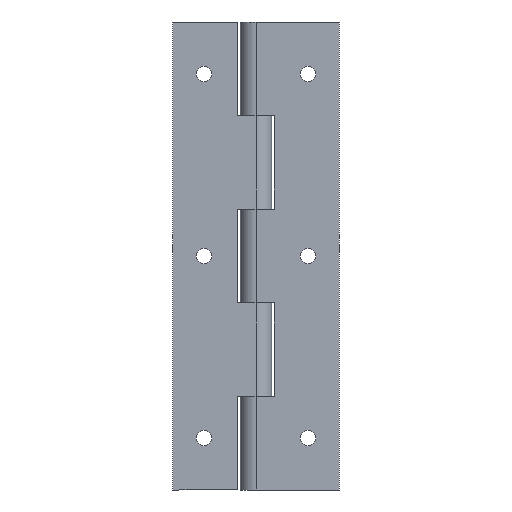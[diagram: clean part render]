
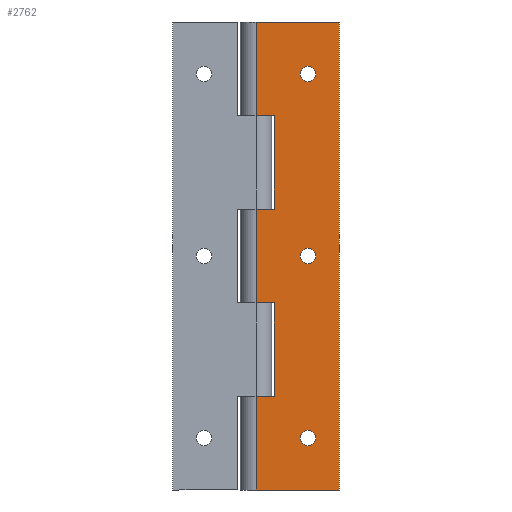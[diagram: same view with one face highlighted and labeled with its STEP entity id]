
A CAD part, front view. The second image highlights one B-rep face of the part: STEP entity #2762.
In plain terms, the highlighted planar face has unit normal (0, -1, 0).
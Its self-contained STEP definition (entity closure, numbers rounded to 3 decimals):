
#95 = CARTESIAN_POINT ( 'NONE',  ( 3.5, -3., 9.01 ) ) ;
#96 = CARTESIAN_POINT ( 'NONE',  ( 3.5, -3., 27.03 ) ) ;
#97 = DIRECTION ( 'NONE',  ( -1., 0., 0. ) ) ;
#98 = VECTOR ( 'NONE', #97, 1000. ) ;
#99 = CARTESIAN_POINT ( 'NONE',  ( 0., -3., 9.01 ) ) ;
#100 = LINE ( 'NONE', #99, #98 ) ;
#101 = DIRECTION ( 'NONE',  ( -1., 0., 0. ) ) ;
#102 = VECTOR ( 'NONE', #101, 1000. ) ;
#103 = CARTESIAN_POINT ( 'NONE',  ( 0., -3., -27.03 ) ) ;
#104 = LINE ( 'NONE', #103, #102 ) ;
#105 = DIRECTION ( 'NONE',  ( 1., 0., 0. ) ) ;
#106 = VECTOR ( 'NONE', #105, 1000. ) ;
#107 = CARTESIAN_POINT ( 'NONE',  ( 0., -3., -9.01 ) ) ;
#108 = LINE ( 'NONE', #107, #106 ) ;
#109 = CARTESIAN_POINT ( 'NONE',  ( 3.5, -3., -9.01 ) ) ;
#110 = DIRECTION ( 'NONE',  ( 0., 0., -1. ) ) ;
#111 = VECTOR ( 'NONE', #110, 1000. ) ;
#112 = CARTESIAN_POINT ( 'NONE',  ( 3.5, -3., 45. ) ) ;
#113 = LINE ( 'NONE', #112, #111 ) ;
#114 = CARTESIAN_POINT ( 'NONE',  ( 3.5, -3., -27.03 ) ) ;
#145 = DIRECTION ( 'NONE',  ( 0., 0., -1. ) ) ;
#146 = VECTOR ( 'NONE', #145, 1000. ) ;
#147 = CARTESIAN_POINT ( 'NONE',  ( 16., -3., 45. ) ) ;
#148 = LINE ( 'NONE', #147, #146 ) ;
#149 = DIRECTION ( 'NONE',  ( 1., 0., 0. ) ) ;
#150 = VECTOR ( 'NONE', #149, 1000. ) ;
#151 = CARTESIAN_POINT ( 'NONE',  ( 0., -3., 27.03 ) ) ;
#152 = LINE ( 'NONE', #151, #150 ) ;
#200 = CARTESIAN_POINT ( 'NONE',  ( 10., -3., -33.5 ) ) ;
#352 = CARTESIAN_POINT ( 'NONE',  ( 16., -3., 45. ) ) ;
#357 = DIRECTION ( 'NONE',  ( 0., 0., 1. ) ) ;
#358 = DIRECTION ( 'NONE',  ( 0., 1., 0. ) ) ;
#359 = CARTESIAN_POINT ( 'NONE',  ( 10., -3., -35. ) ) ;
#360 = AXIS2_PLACEMENT_3D ( 'NONE', #359, #358, #357 ) ;
#361 = CIRCLE ( 'NONE', #360, 1.5 ) ;
#367 = CARTESIAN_POINT ( 'NONE',  ( 10., -3., -36.5 ) ) ;
#400 = DIRECTION ( 'NONE',  ( 1., 0., 0. ) ) ;
#401 = VECTOR ( 'NONE', #400, 1000. ) ;
#402 = CARTESIAN_POINT ( 'NONE',  ( 0., -3., 45. ) ) ;
#403 = LINE ( 'NONE', #402, #401 ) ;
#426 = CARTESIAN_POINT ( 'NONE',  ( 0., -3., 9.01 ) ) ;
#454 = CARTESIAN_POINT ( 'NONE',  ( 0., -3., -9.01 ) ) ;
#460 = DIRECTION ( 'NONE',  ( 0., 0., -1. ) ) ;
#461 = VECTOR ( 'NONE', #460, 1000. ) ;
#462 = CARTESIAN_POINT ( 'NONE',  ( 0., -3., 45. ) ) ;
#467 = LINE ( 'NONE', #462, #461 ) ;
#486 = DIRECTION ( 'NONE',  ( -1., 0., 0. ) ) ;
#487 = DIRECTION ( 'NONE',  ( 0., 1., 0. ) ) ;
#488 = CARTESIAN_POINT ( 'NONE',  ( 0., -3., 45. ) ) ;
#489 = AXIS2_PLACEMENT_3D ( 'NONE', #488, #487, #486 ) ;
#490 = PLANE ( 'NONE',  #489 ) ;
#491 = FACE_OUTER_BOUND ( 'NONE', #2776, .T. ) ;
#492 = FACE_BOUND ( 'NONE', #2769, .T. ) ;
#493 = FACE_BOUND ( 'NONE', #2792, .T. ) ;
#494 = FACE_BOUND ( 'NONE', #2761, .T. ) ;
#509 = CARTESIAN_POINT ( 'NONE',  ( 10., -3., 0. ) ) ;
#512 = DIRECTION ( 'NONE',  ( 0., 0., 1. ) ) ;
#513 = DIRECTION ( 'NONE',  ( 0., 1., 0. ) ) ;
#514 = CARTESIAN_POINT ( 'NONE',  ( 10., -3., 35. ) ) ;
#515 = AXIS2_PLACEMENT_3D ( 'NONE', #514, #513, #512 ) ;
#516 = CIRCLE ( 'NONE', #515, 1.5 ) ;
#531 = DIRECTION ( 'NONE',  ( 0., 0., -1. ) ) ;
#532 = VECTOR ( 'NONE', #531, 1000. ) ;
#533 = CARTESIAN_POINT ( 'NONE',  ( 3.5, -3., 45. ) ) ;
#534 = LINE ( 'NONE', #533, #532 ) ;
#556 = DIRECTION ( 'NONE',  ( 0., 0., 1. ) ) ;
#557 = DIRECTION ( 'NONE',  ( 0., 1., 0. ) ) ;
#558 = CARTESIAN_POINT ( 'NONE',  ( 10., -3., -35. ) ) ;
#559 = AXIS2_PLACEMENT_3D ( 'NONE', #558, #557, #556 ) ;
#560 = CIRCLE ( 'NONE', #559, 1.5 ) ;
#561 = DIRECTION ( 'NONE',  ( 0., 0., 1. ) ) ;
#562 = DIRECTION ( 'NONE',  ( 0., 1., 0. ) ) ;
#563 = AXIS2_PLACEMENT_3D ( 'NONE', #509, #562, #561 ) ;
#564 = CIRCLE ( 'NONE', #563, 1.5 ) ;
#1405 = VERTEX_POINT ( 'NONE', #2187 ) ;
#1435 = EDGE_CURVE ( 'NONE', #1446, #1405, #2253, .T. ) ;
#1446 = VERTEX_POINT ( 'NONE', #2291 ) ;
#1451 = EDGE_CURVE ( 'NONE', #1488, #1459, #2290, .T. ) ;
#1459 = VERTEX_POINT ( 'NONE', #2335 ) ;
#1482 = EDGE_CURVE ( 'NONE', #1501, #1488, #2356, .T. ) ;
#1488 = VERTEX_POINT ( 'NONE', #2402 ) ;
#1501 = VERTEX_POINT ( 'NONE', #2376 ) ;
#1540 = EDGE_CURVE ( 'NONE', #1541, #1542, #2450, .T. ) ;
#1541 = VERTEX_POINT ( 'NONE', #2446 ) ;
#1542 = VERTEX_POINT ( 'NONE', #2445 ) ;
#1550 = VERTEX_POINT ( 'NONE', #2493 ) ;
#1562 = VERTEX_POINT ( 'NONE', #2474 ) ;
#1570 = EDGE_CURVE ( 'NONE', #1550, #1562, #2524, .T. ) ;
#2187 = CARTESIAN_POINT ( 'NONE',  ( 0., -3., 27.03 ) ) ;
#2250 = DIRECTION ( 'NONE',  ( 0., 0., -1. ) ) ;
#2251 = VECTOR ( 'NONE', #2250, 1000. ) ;
#2252 = CARTESIAN_POINT ( 'NONE',  ( 0., -3., 45. ) ) ;
#2253 = LINE ( 'NONE', #2252, #2251 ) ;
#2282 = DIRECTION ( 'NONE',  ( 1., 0., 0. ) ) ;
#2283 = VECTOR ( 'NONE', #2282, 1000. ) ;
#2284 = CARTESIAN_POINT ( 'NONE',  ( 0., -3., -45. ) ) ;
#2290 = LINE ( 'NONE', #2284, #2283 ) ;
#2291 = CARTESIAN_POINT ( 'NONE',  ( 0., -3., 45. ) ) ;
#2335 = CARTESIAN_POINT ( 'NONE',  ( 16., -3., -45. ) ) ;
#2353 = DIRECTION ( 'NONE',  ( 0., 0., -1. ) ) ;
#2354 = VECTOR ( 'NONE', #2353, 1000. ) ;
#2355 = CARTESIAN_POINT ( 'NONE',  ( 0., -3., 45. ) ) ;
#2356 = LINE ( 'NONE', #2355, #2354 ) ;
#2376 = CARTESIAN_POINT ( 'NONE',  ( 0., -3., -27.03 ) ) ;
#2402 = CARTESIAN_POINT ( 'NONE',  ( 0., -3., -45. ) ) ;
#2445 = CARTESIAN_POINT ( 'NONE',  ( 10., -3., 36.5 ) ) ;
#2446 = CARTESIAN_POINT ( 'NONE',  ( 10., -3., 33.5 ) ) ;
#2447 = DIRECTION ( 'NONE',  ( 0., 0., 1. ) ) ;
#2448 = DIRECTION ( 'NONE',  ( 0., 1., 0. ) ) ;
#2449 = AXIS2_PLACEMENT_3D ( 'NONE', #2456, #2448, #2447 ) ;
#2450 = CIRCLE ( 'NONE', #2449, 1.5 ) ;
#2456 = CARTESIAN_POINT ( 'NONE',  ( 10., -3., 35. ) ) ;
#2474 = CARTESIAN_POINT ( 'NONE',  ( 10., -3., 1.5 ) ) ;
#2493 = CARTESIAN_POINT ( 'NONE',  ( 10., -3., -1.5 ) ) ;
#2516 = DIRECTION ( 'NONE',  ( 0., 0., 1. ) ) ;
#2517 = DIRECTION ( 'NONE',  ( 0., 1., 0. ) ) ;
#2518 = CARTESIAN_POINT ( 'NONE',  ( 10., -3., 0. ) ) ;
#2519 = AXIS2_PLACEMENT_3D ( 'NONE', #2518, #2517, #2516 ) ;
#2524 = CIRCLE ( 'NONE', #2519, 1.5 ) ;
#2534 = VERTEX_POINT ( 'NONE', #114 ) ;
#2535 = EDGE_CURVE ( 'NONE', #2537, #2534, #113, .T. ) ;
#2536 = ORIENTED_EDGE ( 'NONE', *, *, #2535, .T. ) ;
#2537 = VERTEX_POINT ( 'NONE', #109 ) ;
#2538 = ORIENTED_EDGE ( 'NONE', *, *, #1482, .T. ) ;
#2539 = ORIENTED_EDGE ( 'NONE', *, *, #2540, .T. ) ;
#2540 = EDGE_CURVE ( 'NONE', #2743, #2537, #108, .T. ) ;
#2541 = ORIENTED_EDGE ( 'NONE', *, *, #2739, .T. ) ;
#2542 = ORIENTED_EDGE ( 'NONE', *, *, #2543, .T. ) ;
#2543 = EDGE_CURVE ( 'NONE', #2534, #1501, #104, .T. ) ;
#2544 = EDGE_CURVE ( 'NONE', #2548, #2727, #100, .T. ) ;
#2545 = ORIENTED_EDGE ( 'NONE', *, *, #2544, .T. ) ;
#2547 = VERTEX_POINT ( 'NONE', #96 ) ;
#2548 = VERTEX_POINT ( 'NONE', #95 ) ;
#2552 = EDGE_CURVE ( 'NONE', #1405, #2547, #152, .T. ) ;
#2553 = ORIENTED_EDGE ( 'NONE', *, *, #2552, .T. ) ;
#2554 = ORIENTED_EDGE ( 'NONE', *, *, #1435, .T. ) ;
#2555 = ORIENTED_EDGE ( 'NONE', *, *, #2705, .F. ) ;
#2556 = EDGE_CURVE ( 'NONE', #2700, #1459, #148, .T. ) ;
#2557 = ORIENTED_EDGE ( 'NONE', *, *, #1451, .T. ) ;
#2558 = ORIENTED_EDGE ( 'NONE', *, *, #2556, .F. ) ;
#2607 = ORIENTED_EDGE ( 'NONE', *, *, #2791, .T. ) ;
#2611 = VERTEX_POINT ( 'NONE', #200 ) ;
#2693 = VERTEX_POINT ( 'NONE', #367 ) ;
#2695 = EDGE_CURVE ( 'NONE', #2693, #2611, #361, .T. ) ;
#2700 = VERTEX_POINT ( 'NONE', #352 ) ;
#2705 = EDGE_CURVE ( 'NONE', #1446, #2700, #403, .T. ) ;
#2727 = VERTEX_POINT ( 'NONE', #426 ) ;
#2739 = EDGE_CURVE ( 'NONE', #2727, #2743, #467, .T. ) ;
#2743 = VERTEX_POINT ( 'NONE', #454 ) ;
#2761 = EDGE_LOOP ( 'NONE', ( #2607, #2790 ) ) ;
#2762 = ADVANCED_FACE ( 'NONE', ( #494, #493, #492, #491 ), #490, .F. ) ;
#2767 = EDGE_CURVE ( 'NONE', #2547, #2548, #534, .T. ) ;
#2769 = EDGE_LOOP ( 'NONE', ( #2771, #2778 ) ) ;
#2771 = ORIENTED_EDGE ( 'NONE', *, *, #2782, .T. ) ;
#2772 = ORIENTED_EDGE ( 'NONE', *, *, #2767, .T. ) ;
#2776 = EDGE_LOOP ( 'NONE', ( #2772, #2545, #2541, #2539, #2536, #2542, #2538, #2557, #2558, #2555, #2554, #2553 ) ) ;
#2778 = ORIENTED_EDGE ( 'NONE', *, *, #1540, .T. ) ;
#2782 = EDGE_CURVE ( 'NONE', #1542, #1541, #516, .T. ) ;
#2783 = ORIENTED_EDGE ( 'NONE', *, *, #1570, .T. ) ;
#2786 = ORIENTED_EDGE ( 'NONE', *, *, #2789, .T. ) ;
#2789 = EDGE_CURVE ( 'NONE', #1562, #1550, #564, .T. ) ;
#2790 = ORIENTED_EDGE ( 'NONE', *, *, #2695, .T. ) ;
#2791 = EDGE_CURVE ( 'NONE', #2611, #2693, #560, .T. ) ;
#2792 = EDGE_LOOP ( 'NONE', ( #2786, #2783 ) ) ;
